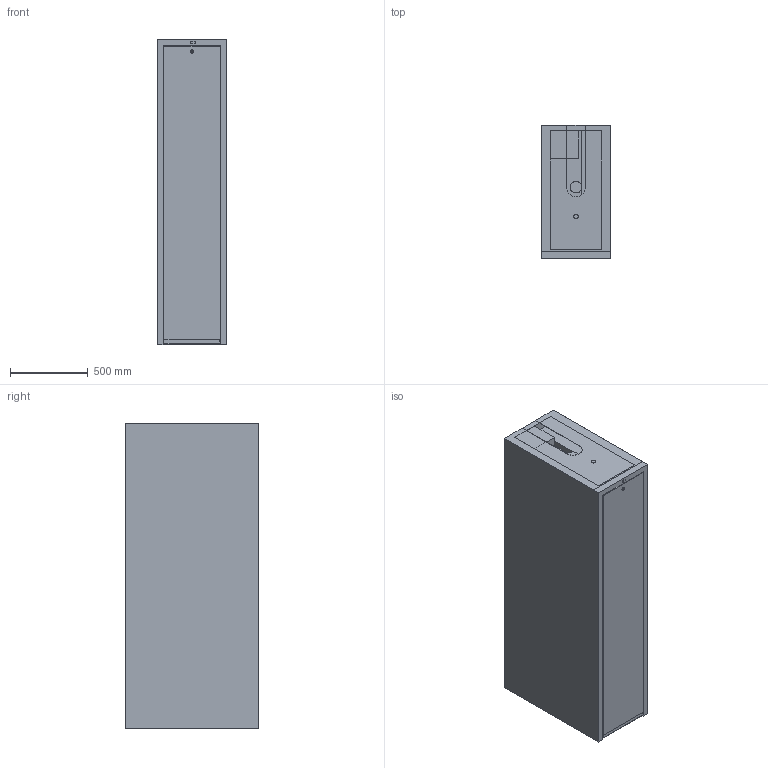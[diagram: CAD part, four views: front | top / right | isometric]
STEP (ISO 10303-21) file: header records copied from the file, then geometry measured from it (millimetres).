
FILE_DESCRIPTION(/* description */ (''),/* implementation_level */ '2;1');
FILE_NAME(/* name */ 'V90.196.045.VDAC_35034-001-35101_CD.stp',/* time_stamp */ '2017-02-28T15:39:22+01:00',/* author */ ('pproduktmanagement'),/* organization */ (''),/* preprocessor_version */ 'ST-DEVELOPER v16.5',/* originating_system */ 'Autodesk Inventor 2017',/* authorisation */ '');
FILE_SCHEMA (('AUTOMOTIVE_DESIGN { 1 0 10303 214 3 1 1 }'));
Length unit declared in the file: millimetre
Products named in the file (2): V90.196.045.VDAC; V90.196.045.VDAC_35034-001-35101_CD
Assembly tree (1 placements, depth 2):
  V90.196.045.VDAC
    V90.196.045.VDAC_35034-001-35101_CD
Bounding box: 449.76 x 862 x 1966.5 mm (x, y, z)
Volume: 330158210.8 mm3; surface area: 19008924.8 mm2
Topology: 11 solids, 11 shells, 307 faces, 836 edges, 558 vertices
Faces by surface type: plane 274, cylinder 33
Full cylindrical faces by diameter (mm): 10.5 x1, 16 x1, 20 x24, 22 x1, 29 x1, 75 x2
Entity records: 9669 total; most frequent: CARTESIAN_POINT 1624, ORIENTED_EDGE 1562, DIRECTION 1468, EDGE_CURVE 781, LINE 714, VECTOR 714, VERTEX_POINT 533, EDGE_LOOP 398
